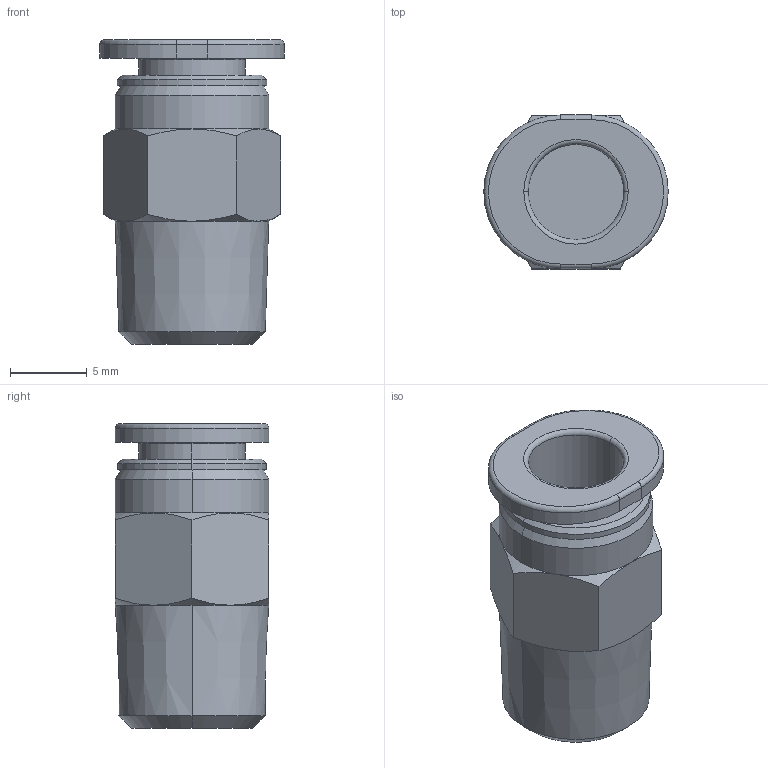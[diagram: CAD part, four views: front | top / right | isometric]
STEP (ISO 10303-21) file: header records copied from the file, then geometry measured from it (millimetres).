
FILE_DESCRIPTION((''),'2;1');
FILE_NAME('PC0601C-mdt.stp','2017-07-24T14:30:26',(''),(''),'Mechanical Desktop 2009','Mechanical Desktop 2009',', , ');
FILE_SCHEMA(('CONFIG_CONTROL_DESIGN'));
Length unit declared in the file: millimetre
Products named in the file (4): PC0601C-MDTA; PC0601C-MDT; COLLAR-L06C; COLLAR-C06C
Assembly tree (3 placements, depth 2):
  PC0601C-MDTA
    PC0601C-MDT
    COLLAR-L06C
    COLLAR-C06C
Bounding box: 12 x 10 x 19.8 mm (x, y, z)
Volume: 1145.4 mm3; surface area: 1131 mm2
Topology: 1 solids, 1 shells, 55 faces, 118 edges, 70 vertices
Faces by surface type: cone 20, plane 17, cylinder 12, torus 4, bspline 2
Entity records: 1675 total; most frequent: CARTESIAN_POINT 383, DIRECTION 266, ORIENTED_EDGE 236, EDGE_CURVE 118, AXIS2_PLACEMENT_3D 115, VERTEX_POINT 70, EDGE_LOOP 60, CIRCLE 58
